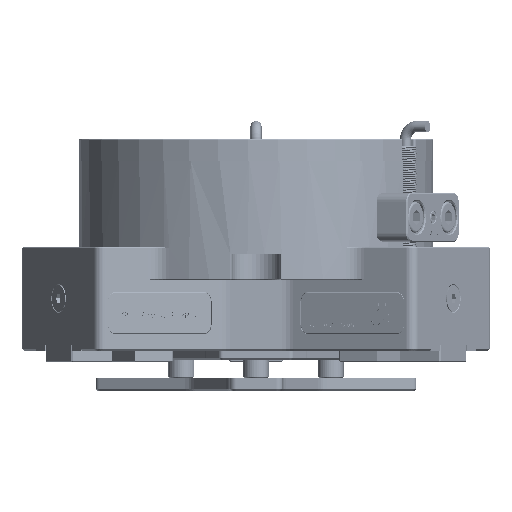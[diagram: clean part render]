
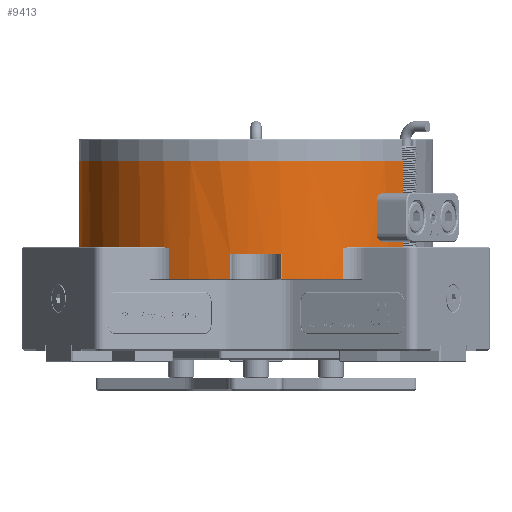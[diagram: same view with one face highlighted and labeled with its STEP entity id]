
A CAD part, front view. The second image highlights one B-rep face of the part: STEP entity #9413.
In plain terms, the highlighted cylindrical face has radius 40 mm (diameter 80 mm), a partial arc.
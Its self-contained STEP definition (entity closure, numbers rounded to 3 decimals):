
#2064 = VERTEX_POINT ( 'NONE', #74532 ) ;
#2442 = CARTESIAN_POINT ( 'NONE',  ( 33.323, -22.126, 0. ) ) ;
#2706 = DIRECTION ( 'NONE',  ( 0., 0., -1. ) ) ;
#2939 = CARTESIAN_POINT ( 'NONE',  ( 19.552, -34.896, -7.25 ) ) ;
#3082 = AXIS2_PLACEMENT_3D ( 'NONE', #5109, #48778, #11368 ) ;
#3842 = LINE ( 'NONE', #8982, #37041 ) ;
#5109 = CARTESIAN_POINT ( 'NONE',  ( 0., 0., -7.25 ) ) ;
#6049 = CARTESIAN_POINT ( 'NONE',  ( -39.988, -0.994, 0. ) ) ;
#6055 = B_SPLINE_CURVE_WITH_KNOTS ( 'NONE', 3,
 ( #52468, #8849, #71166, #33910 ),
 .UNSPECIFIED., .F., .F.,
 ( 4, 4 ),
 ( 0., 0.002 ),
 .UNSPECIFIED. ) ;
#6409 = EDGE_CURVE ( 'NONE', #55660, #60667, #54920, .T. ) ;
#6467 = ORIENTED_EDGE ( 'NONE', *, *, #30304, .T. ) ;
#6718 = DIRECTION ( 'NONE',  ( 0., 0., 1. ) ) ;
#7444 = DIRECTION ( 'NONE',  ( 0., 0., -1. ) ) ;
#7456 = AXIS2_PLACEMENT_3D ( 'NONE', #49608, #12207, #55839 ) ;
#7663 = DIRECTION ( 'NONE',  ( 0., 0., 1. ) ) ;
#8774 = VECTOR ( 'NONE', #47670, 1000. ) ;
#8849 = CARTESIAN_POINT ( 'NONE',  ( -20.436, -34.389, -0.159 ) ) ;
#8982 = CARTESIAN_POINT ( 'NONE',  ( 5.786, -39.579, 19.5 ) ) ;
#9154 = EDGE_CURVE ( 'NONE', #55660, #25642, #3842, .T. ) ;
#9413 = ADVANCED_FACE ( 'NONE', ( #43896 ), #23354, .T. ) ;
#9586 = LINE ( 'NONE', #31982, #73928 ) ;
#9627 = LINE ( 'NONE', #69701, #24302 ) ;
#9718 = EDGE_CURVE ( 'NONE', #64941, #11850, #9627, .T. ) ;
#9823 = DIRECTION ( 'NONE',  ( -1., 0., 0. ) ) ;
#10753 = CIRCLE ( 'NONE', #41722, 40. ) ;
#10761 = ORIENTED_EDGE ( 'NONE', *, *, #23988, .T. ) ;
#11368 = DIRECTION ( 'NONE',  ( -1., 0., 0. ) ) ;
#11850 = VERTEX_POINT ( 'NONE', #42499 ) ;
#12006 = CARTESIAN_POINT ( 'NONE',  ( 20.003, -34.643, -0.25 ) ) ;
#12207 = DIRECTION ( 'NONE',  ( 0., 0., 1. ) ) ;
#14910 = CARTESIAN_POINT ( 'NONE',  ( 0., 0., 0. ) ) ;
#16555 = LINE ( 'NONE', #44817, #68171 ) ;
#17416 = AXIS2_PLACEMENT_3D ( 'NONE', #60941, #47246, #9823 ) ;
#18315 = CARTESIAN_POINT ( 'NONE',  ( -40., -0.337, -0.181 ) ) ;
#18326 = CARTESIAN_POINT ( 'NONE',  ( -5.786, -39.579, -7.25 ) ) ;
#18863 = AXIS2_PLACEMENT_3D ( 'NONE', #36551, #80098, #42862 ) ;
#20590 = LINE ( 'NONE', #38599, #35160 ) ;
#21191 = DIRECTION ( 'NONE',  ( 1., 0., 0. ) ) ;
#21246 = ORIENTED_EDGE ( 'NONE', *, *, #69887, .T. ) ;
#22397 = B_SPLINE_CURVE_WITH_KNOTS ( 'NONE', 3,
 ( #24605, #18315, #43433, #6049 ),
 .UNSPECIFIED., .F., .F.,
 ( 4, 4 ),
 ( 0.001, 0.002 ),
 .UNSPECIFIED. ) ;
#23354 = CYLINDRICAL_SURFACE ( 'NONE', #17416, 40. ) ;
#23397 = LINE ( 'NONE', #53881, #8774 ) ;
#23988 = EDGE_CURVE ( 'NONE', #54859, #2064, #20590, .T. ) ;
#24302 = VECTOR ( 'NONE', #7663, 1000. ) ;
#24590 = CARTESIAN_POINT ( 'NONE',  ( 20.855, -34.133, 0. ) ) ;
#24605 = CARTESIAN_POINT ( 'NONE',  ( -40., 0., -0.22 ) ) ;
#24921 = CARTESIAN_POINT ( 'NONE',  ( -5.786, -39.579, -1.5 ) ) ;
#25642 = VERTEX_POINT ( 'NONE', #73768 ) ;
#26063 = AXIS2_PLACEMENT_3D ( 'NONE', #14910, #58488, #21191 ) ;
#28878 = EDGE_LOOP ( 'NONE', ( #29662, #60562, #21246, #76498, #74966, #44491, #51299, #6467, #32362, #45002, #71652, #47098, #36219, #48163, #10761 ) ) ;
#28940 = VERTEX_POINT ( 'NONE', #69646 ) ;
#29131 = EDGE_CURVE ( 'NONE', #47161, #28940, #38197, .T. ) ;
#29216 = B_SPLINE_CURVE_WITH_KNOTS ( 'NONE', 3,
 ( #55635, #12006, #61867, #24590 ),
 .UNSPECIFIED., .F., .F.,
 ( 4, 4 ),
 ( 0., 0.002 ),
 .UNSPECIFIED. ) ;
#29662 = ORIENTED_EDGE ( 'NONE', *, *, #47414, .F. ) ;
#30304 = EDGE_CURVE ( 'NONE', #46154, #60667, #23397, .T. ) ;
#31130 = EDGE_CURVE ( 'NONE', #53432, #62633, #9586, .T. ) ;
#31580 = CIRCLE ( 'NONE', #7456, 40. ) ;
#31982 = CARTESIAN_POINT ( 'NONE',  ( 19.552, -34.896, -23.5 ) ) ;
#32362 = ORIENTED_EDGE ( 'NONE', *, *, #6409, .F. ) ;
#32508 = DIRECTION ( 'NONE',  ( 0., 0., 1. ) ) ;
#33910 = CARTESIAN_POINT ( 'NONE',  ( -19.552, -34.896, -0.25 ) ) ;
#35160 = VECTOR ( 'NONE', #63330, 1000. ) ;
#35337 = DIRECTION ( 'NONE',  ( 0., 0., 1. ) ) ;
#36219 = ORIENTED_EDGE ( 'NONE', *, *, #51228, .T. ) ;
#36551 = CARTESIAN_POINT ( 'NONE',  ( 0., 0., -1.5 ) ) ;
#37041 = VECTOR ( 'NONE', #2706, 1000. ) ;
#38197 = CIRCLE ( 'NONE', #26063, 40. ) ;
#38599 = CARTESIAN_POINT ( 'NONE',  ( 33.323, -22.126, 19.5 ) ) ;
#41170 = EDGE_CURVE ( 'NONE', #25642, #53432, #31580, .T. ) ;
#41722 = AXIS2_PLACEMENT_3D ( 'NONE', #44115, #6718, #50363 ) ;
#42007 = CARTESIAN_POINT ( 'NONE',  ( 20.855, -34.133, 0. ) ) ;
#42499 = CARTESIAN_POINT ( 'NONE',  ( -19.552, -34.896, -0.25 ) ) ;
#42862 = DIRECTION ( 'NONE',  ( -1., 0., 0. ) ) ;
#43345 = CIRCLE ( 'NONE', #65083, 40. ) ;
#43433 = CARTESIAN_POINT ( 'NONE',  ( -39.996, -0.668, -0.105 ) ) ;
#43896 = FACE_OUTER_BOUND ( 'NONE', #28878, .T. ) ;
#44115 = CARTESIAN_POINT ( 'NONE',  ( 0., 0., 19.5 ) ) ;
#44491 = ORIENTED_EDGE ( 'NONE', *, *, #9718, .F. ) ;
#44817 = CARTESIAN_POINT ( 'NONE',  ( -40., 0., 19.5 ) ) ;
#45002 = ORIENTED_EDGE ( 'NONE', *, *, #9154, .T. ) ;
#46154 = VERTEX_POINT ( 'NONE', #18326 ) ;
#46296 = CARTESIAN_POINT ( 'NONE',  ( -39.988, -0.994, 0. ) ) ;
#47098 = ORIENTED_EDGE ( 'NONE', *, *, #31130, .T. ) ;
#47161 = VERTEX_POINT ( 'NONE', #46296 ) ;
#47246 = DIRECTION ( 'NONE',  ( 0., 0., -1. ) ) ;
#47414 = EDGE_CURVE ( 'NONE', #69564, #2064, #10753, .T. ) ;
#47670 = DIRECTION ( 'NONE',  ( 0., 0., 1. ) ) ;
#48006 = EDGE_CURVE ( 'NONE', #69564, #65961, #16555, .T. ) ;
#48163 = ORIENTED_EDGE ( 'NONE', *, *, #79642, .T. ) ;
#48778 = DIRECTION ( 'NONE',  ( 0., 0., 1. ) ) ;
#49608 = CARTESIAN_POINT ( 'NONE',  ( 0., 0., -7.25 ) ) ;
#49907 = VERTEX_POINT ( 'NONE', #42007 ) ;
#50363 = DIRECTION ( 'NONE',  ( 1., 0., 0. ) ) ;
#51228 = EDGE_CURVE ( 'NONE', #62633, #49907, #29216, .T. ) ;
#51299 = ORIENTED_EDGE ( 'NONE', *, *, #75177, .T. ) ;
#52468 = CARTESIAN_POINT ( 'NONE',  ( -20.855, -34.133, 0. ) ) ;
#53432 = VERTEX_POINT ( 'NONE', #2939 ) ;
#53881 = CARTESIAN_POINT ( 'NONE',  ( -5.786, -39.579, 19.5 ) ) ;
#54859 = VERTEX_POINT ( 'NONE', #2442 ) ;
#54920 = CIRCLE ( 'NONE', #18863, 40. ) ;
#55635 = CARTESIAN_POINT ( 'NONE',  ( 19.552, -34.896, -0.25 ) ) ;
#55660 = VERTEX_POINT ( 'NONE', #67572 ) ;
#55839 = DIRECTION ( 'NONE',  ( -1., 0., 0. ) ) ;
#58325 = CARTESIAN_POINT ( 'NONE',  ( 19.552, -34.896, -0.25 ) ) ;
#58381 = CARTESIAN_POINT ( 'NONE',  ( -19.552, -34.896, -7.25 ) ) ;
#58488 = DIRECTION ( 'NONE',  ( 0., 0., 1. ) ) ;
#60562 = ORIENTED_EDGE ( 'NONE', *, *, #48006, .T. ) ;
#60667 = VERTEX_POINT ( 'NONE', #24921 ) ;
#60941 = CARTESIAN_POINT ( 'NONE',  ( 0., 0., 19.5 ) ) ;
#61867 = CARTESIAN_POINT ( 'NONE',  ( 20.436, -34.389, -0.159 ) ) ;
#62045 = EDGE_CURVE ( 'NONE', #28940, #11850, #6055, .T. ) ;
#62633 = VERTEX_POINT ( 'NONE', #58325 ) ;
#63330 = DIRECTION ( 'NONE',  ( 0., 0., 1. ) ) ;
#64372 = CARTESIAN_POINT ( 'NONE',  ( -40., 0., 19.5 ) ) ;
#64941 = VERTEX_POINT ( 'NONE', #58381 ) ;
#65083 = AXIS2_PLACEMENT_3D ( 'NONE', #72623, #35337, #78882 ) ;
#65961 = VERTEX_POINT ( 'NONE', #75606 ) ;
#67572 = CARTESIAN_POINT ( 'NONE',  ( 5.786, -39.579, -1.5 ) ) ;
#68171 = VECTOR ( 'NONE', #7444, 1000. ) ;
#69564 = VERTEX_POINT ( 'NONE', #64372 ) ;
#69646 = CARTESIAN_POINT ( 'NONE',  ( -20.855, -34.133, 0. ) ) ;
#69701 = CARTESIAN_POINT ( 'NONE',  ( -19.552, -34.896, -23.5 ) ) ;
#69887 = EDGE_CURVE ( 'NONE', #65961, #47161, #22397, .T. ) ;
#71166 = CARTESIAN_POINT ( 'NONE',  ( -20.003, -34.643, -0.25 ) ) ;
#71652 = ORIENTED_EDGE ( 'NONE', *, *, #41170, .T. ) ;
#72623 = CARTESIAN_POINT ( 'NONE',  ( 0., 0., 0. ) ) ;
#73768 = CARTESIAN_POINT ( 'NONE',  ( 5.786, -39.579, -7.25 ) ) ;
#73928 = VECTOR ( 'NONE', #32508, 1000. ) ;
#74532 = CARTESIAN_POINT ( 'NONE',  ( 33.323, -22.126, 19.5 ) ) ;
#74966 = ORIENTED_EDGE ( 'NONE', *, *, #62045, .T. ) ;
#75177 = EDGE_CURVE ( 'NONE', #64941, #46154, #76102, .T. ) ;
#75606 = CARTESIAN_POINT ( 'NONE',  ( -40., 0., -0.22 ) ) ;
#76102 = CIRCLE ( 'NONE', #3082, 40. ) ;
#76498 = ORIENTED_EDGE ( 'NONE', *, *, #29131, .T. ) ;
#78882 = DIRECTION ( 'NONE',  ( 1., 0., 0. ) ) ;
#79642 = EDGE_CURVE ( 'NONE', #49907, #54859, #43345, .T. ) ;
#80098 = DIRECTION ( 'NONE',  ( 0., 0., -1. ) ) ;
